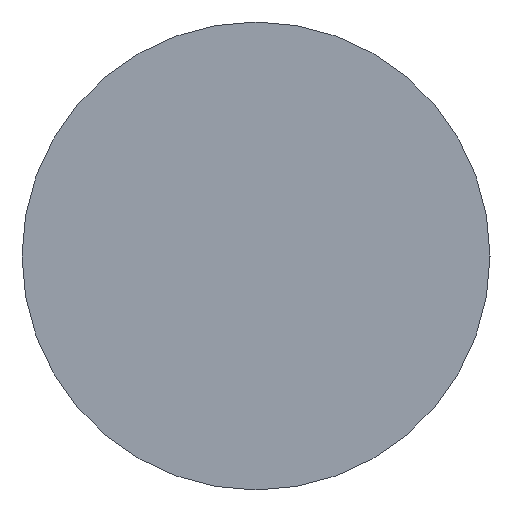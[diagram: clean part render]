
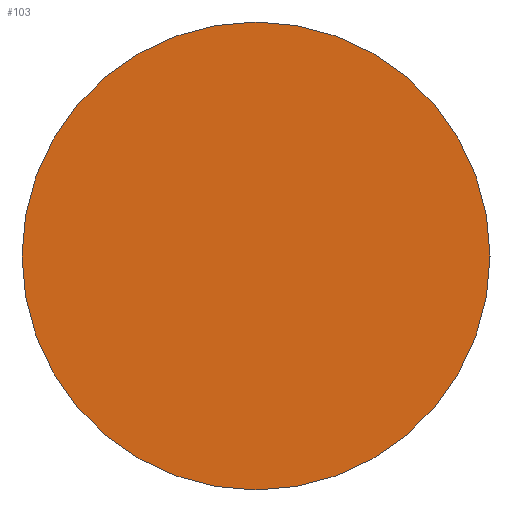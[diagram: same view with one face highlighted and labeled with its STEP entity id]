
A CAD part, left-side view. The second image highlights one B-rep face of the part: STEP entity #103.
In plain terms, the highlighted planar face has unit normal (-1, 0, 0).
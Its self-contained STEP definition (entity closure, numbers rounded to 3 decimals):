
#4 = CARTESIAN_POINT ( 'NONE',  ( 47.702, 28.478, 5. ) ) ;
#16 = DIRECTION ( 'NONE',  ( -1., 0., 0. ) ) ;
#26 = DIRECTION ( 'NONE',  ( 1., 0., 0. ) ) ;
#32 = VERTEX_POINT ( 'NONE', #49 ) ;
#41 = CARTESIAN_POINT ( 'NONE',  ( 47.702, 28.478, 0. ) ) ;
#42 = DIRECTION ( 'NONE',  ( 0., 0., 1. ) ) ;
#49 = CARTESIAN_POINT ( 'NONE',  ( 47.702, 28.478, -5. ) ) ;
#69 = AXIS2_PLACEMENT_3D ( 'NONE', #166, #145, #115 ) ;
#71 = ORIENTED_EDGE ( 'NONE', *, *, #109, .T. ) ;
#77 = EDGE_CURVE ( 'NONE', #32, #118, #182, .T. ) ;
#80 = CIRCLE ( 'NONE', #130, 5. ) ;
#91 = DIRECTION ( 'NONE',  ( 0., 0., -1. ) ) ;
#103 = ADVANCED_FACE ( 'NONE', ( #167 ), #178, .F. ) ;
#105 = CARTESIAN_POINT ( 'NONE',  ( 47.702, 28.478, 0. ) ) ;
#109 = EDGE_CURVE ( 'NONE', #118, #32, #80, .T. ) ;
#114 = ORIENTED_EDGE ( 'NONE', *, *, #77, .T. ) ;
#115 = DIRECTION ( 'NONE',  ( 0., 0., 1. ) ) ;
#118 = VERTEX_POINT ( 'NONE', #4 ) ;
#130 = AXIS2_PLACEMENT_3D ( 'NONE', #105, #16, #42 ) ;
#145 = DIRECTION ( 'NONE',  ( -1., 0., 0. ) ) ;
#151 = EDGE_LOOP ( 'NONE', ( #71, #114 ) ) ;
#166 = CARTESIAN_POINT ( 'NONE',  ( 47.702, 28.478, 0. ) ) ;
#167 = FACE_OUTER_BOUND ( 'NONE', #151, .T. ) ;
#178 = PLANE ( 'NONE',  #181 ) ;
#181 = AXIS2_PLACEMENT_3D ( 'NONE', #41, #26, #91 ) ;
#182 = CIRCLE ( 'NONE', #69, 5. ) ;
